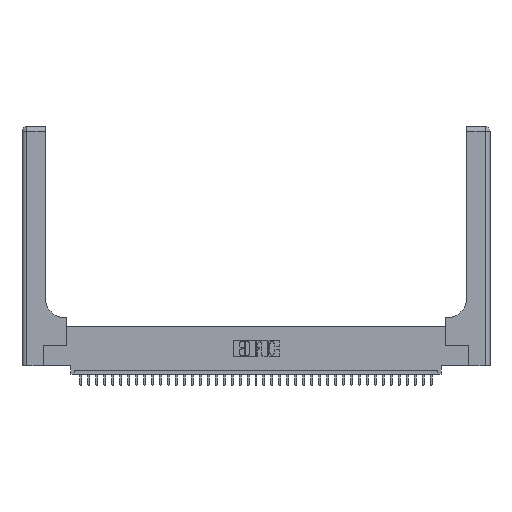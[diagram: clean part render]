
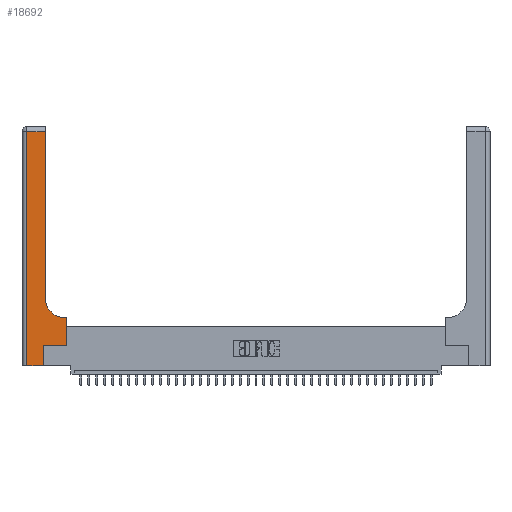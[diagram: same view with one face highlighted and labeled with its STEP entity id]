
A CAD part, top view. The second image highlights one B-rep face of the part: STEP entity #18692.
In plain terms, the highlighted planar face has unit normal (0, 0, 1).
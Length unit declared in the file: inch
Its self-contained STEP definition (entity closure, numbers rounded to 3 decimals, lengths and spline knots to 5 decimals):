
#680 = EDGE_CURVE ( 'NONE', #1592, #26968, #26887, .T. ) ;
#686 = CARTESIAN_POINT ( 'NONE',  ( 0.2915, 2.94, 0.37 ) ) ;
#860 = LINE ( 'NONE', #25694, #28565 ) ;
#1592 = VERTEX_POINT ( 'NONE', #28046 ) ;
#1626 = VERTEX_POINT ( 'NONE', #9815 ) ;
#1643 = CARTESIAN_POINT ( 'NONE',  ( 0.5415, 0.6, 0.37 ) ) ;
#3501 = CIRCLE ( 'NONE', #21119, 0.25 ) ;
#4071 = ORIENTED_EDGE ( 'NONE', *, *, #5206, .T. ) ;
#4185 = VECTOR ( 'NONE', #12813, 39.37008 ) ;
#4577 = CARTESIAN_POINT ( 'NONE',  ( 0., 2.94, 0.37 ) ) ;
#5206 = EDGE_CURVE ( 'NONE', #23400, #34794, #12151, .T. ) ;
#6800 = DIRECTION ( 'NONE',  ( -1., 0., 0. ) ) ;
#7233 = VECTOR ( 'NONE', #8238, 39.37008 ) ;
#7709 = ORIENTED_EDGE ( 'NONE', *, *, #20965, .T. ) ;
#7859 = DIRECTION ( 'NONE',  ( -1., 0., 0. ) ) ;
#8104 = CARTESIAN_POINT ( 'NONE',  ( 0.06, 3., 0.37 ) ) ;
#8238 = DIRECTION ( 'NONE',  ( 0., -1., 0. ) ) ;
#8797 = EDGE_CURVE ( 'NONE', #1626, #22932, #18929, .T. ) ;
#9469 = LINE ( 'NONE', #4577, #17911 ) ;
#9815 = CARTESIAN_POINT ( 'NONE',  ( 0.06, 2.94, 0.37 ) ) ;
#11657 = CARTESIAN_POINT ( 'NONE',  ( 0.2915, 0.6, 0.37 ) ) ;
#11743 = CARTESIAN_POINT ( 'NONE',  ( 0., 0., 0.37 ) ) ;
#12151 = LINE ( 'NONE', #33603, #4185 ) ;
#12664 = DIRECTION ( 'NONE',  ( 0., 0., -1. ) ) ;
#12813 = DIRECTION ( 'NONE',  ( 1., 0., 0. ) ) ;
#13302 = VECTOR ( 'NONE', #32979, 39.37008 ) ;
#13797 = VECTOR ( 'NONE', #26166, 39.37008 ) ;
#15641 = EDGE_CURVE ( 'NONE', #20301, #23400, #860, .T. ) ;
#15718 = CARTESIAN_POINT ( 'NONE',  ( 0.5585, 0.6, 0.37 ) ) ;
#17258 = CARTESIAN_POINT ( 'NONE',  ( 0.06, 0., 0.37 ) ) ;
#17911 = VECTOR ( 'NONE', #7859, 39.37008 ) ;
#18041 = VECTOR ( 'NONE', #28761, 39.37008 ) ;
#18558 = DIRECTION ( 'NONE',  ( 0., 0., -1. ) ) ;
#18692 = ADVANCED_FACE ( 'NONE', ( #27302 ), #33237, .F. ) ;
#18883 = EDGE_LOOP ( 'NONE', ( #31731, #31026, #24040, #33756, #30760, #4071, #22063, #7709, #34545 ) ) ;
#18929 = LINE ( 'NONE', #8104, #7233 ) ;
#19000 = EDGE_CURVE ( 'NONE', #26968, #1626, #9469, .T. ) ;
#19694 = CARTESIAN_POINT ( 'NONE',  ( 0.5585, 0.25, 0.37 ) ) ;
#20032 = EDGE_CURVE ( 'NONE', #34794, #20867, #36784, .T. ) ;
#20301 = VERTEX_POINT ( 'NONE', #30317 ) ;
#20867 = VERTEX_POINT ( 'NONE', #15718 ) ;
#20965 = EDGE_CURVE ( 'NONE', #20867, #35152, #30563, .T. ) ;
#21119 = AXIS2_PLACEMENT_3D ( 'NONE', #21400, #12664, #30998 ) ;
#21400 = CARTESIAN_POINT ( 'NONE',  ( 0.5415, 0.85, 0.37 ) ) ;
#22063 = ORIENTED_EDGE ( 'NONE', *, *, #20032, .T. ) ;
#22402 = CARTESIAN_POINT ( 'NONE',  ( 0.269, 0.25, 0.37 ) ) ;
#22556 = DIRECTION ( 'NONE',  ( 0., 1., 0. ) ) ;
#22932 = VERTEX_POINT ( 'NONE', #17258 ) ;
#23379 = CARTESIAN_POINT ( 'NONE',  ( 0.2915, 3., 0.37 ) ) ;
#23400 = VERTEX_POINT ( 'NONE', #22402 ) ;
#24040 = ORIENTED_EDGE ( 'NONE', *, *, #8797, .T. ) ;
#25694 = CARTESIAN_POINT ( 'NONE',  ( 0.269, 0., 0.37 ) ) ;
#26166 = DIRECTION ( 'NONE',  ( 0., 1., 0. ) ) ;
#26887 = LINE ( 'NONE', #23379, #13797 ) ;
#26968 = VERTEX_POINT ( 'NONE', #686 ) ;
#27302 = FACE_OUTER_BOUND ( 'NONE', #18883, .T. ) ;
#28046 = CARTESIAN_POINT ( 'NONE',  ( 0.2915, 0.85, 0.37 ) ) ;
#28565 = VECTOR ( 'NONE', #22556, 39.37008 ) ;
#28761 = DIRECTION ( 'NONE',  ( 0., 1., 0. ) ) ;
#28925 = LINE ( 'NONE', #11743, #30242 ) ;
#29885 = EDGE_CURVE ( 'NONE', #22932, #20301, #28925, .T. ) ;
#30135 = AXIS2_PLACEMENT_3D ( 'NONE', #36483, #18558, #6800 ) ;
#30242 = VECTOR ( 'NONE', #38823, 39.37008 ) ;
#30317 = CARTESIAN_POINT ( 'NONE',  ( 0.269, 0., 0.37 ) ) ;
#30563 = LINE ( 'NONE', #11657, #13302 ) ;
#30760 = ORIENTED_EDGE ( 'NONE', *, *, #15641, .T. ) ;
#30998 = DIRECTION ( 'NONE',  ( 1., 0., 0. ) ) ;
#31026 = ORIENTED_EDGE ( 'NONE', *, *, #19000, .T. ) ;
#31227 = EDGE_CURVE ( 'NONE', #35152, #1592, #3501, .T. ) ;
#31731 = ORIENTED_EDGE ( 'NONE', *, *, #680, .T. ) ;
#32979 = DIRECTION ( 'NONE',  ( -1., 0., 0. ) ) ;
#33237 = PLANE ( 'NONE',  #30135 ) ;
#33603 = CARTESIAN_POINT ( 'NONE',  ( 0.269, 0.25, 0.37 ) ) ;
#33756 = ORIENTED_EDGE ( 'NONE', *, *, #29885, .T. ) ;
#34545 = ORIENTED_EDGE ( 'NONE', *, *, #31227, .T. ) ;
#34794 = VERTEX_POINT ( 'NONE', #35953 ) ;
#35152 = VERTEX_POINT ( 'NONE', #1643 ) ;
#35953 = CARTESIAN_POINT ( 'NONE',  ( 0.5585, 0.25, 0.37 ) ) ;
#36483 = CARTESIAN_POINT ( 'NONE',  ( 0., 3., 0.37 ) ) ;
#36784 = LINE ( 'NONE', #19694, #18041 ) ;
#38823 = DIRECTION ( 'NONE',  ( 1., 0., 0. ) ) ;
